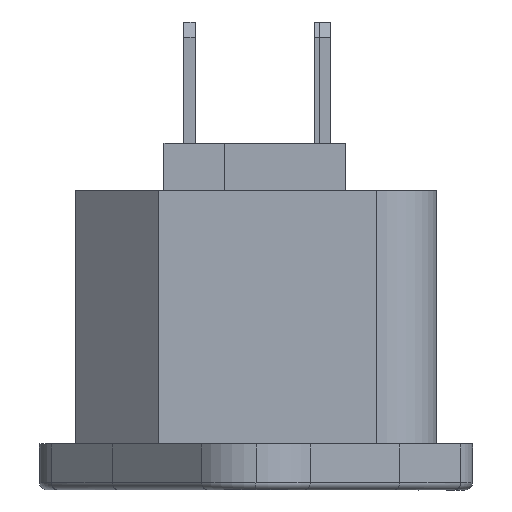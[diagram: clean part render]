
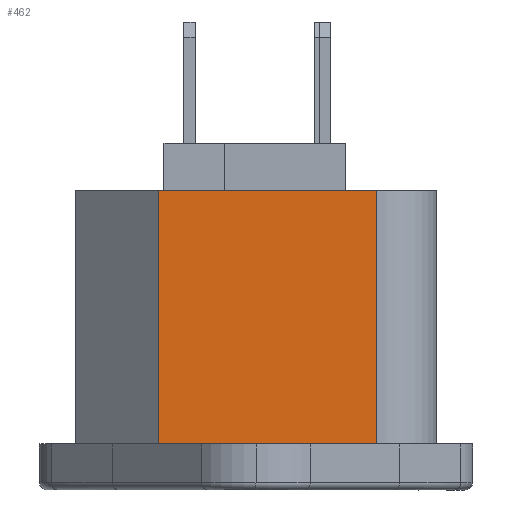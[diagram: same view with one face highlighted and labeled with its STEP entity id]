
A CAD part, left-side view. The second image highlights one B-rep face of the part: STEP entity #462.
In plain terms, the highlighted planar face has unit normal (-1, 0, 0).
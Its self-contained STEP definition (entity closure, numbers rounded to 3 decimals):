
#462 = ADVANCED_FACE ( 'NONE', ( #2304 ), #3748, .F. ) ;
#637 = EDGE_CURVE ( 'NONE', #786, #806, #2656, .T. ) ;
#786 = VERTEX_POINT ( 'NONE', #4564 ) ;
#806 = VERTEX_POINT ( 'NONE', #4584 ) ;
#871 = VERTEX_POINT ( 'NONE', #4649 ) ;
#881 = VERTEX_POINT ( 'NONE', #4659 ) ;
#1282 = VECTOR ( 'NONE', #1784, 1000. ) ;
#1283 = VECTOR ( 'NONE', #1787, 1000. ) ;
#1782 = LINE ( 'NONE', #1783, #1282 ) ;
#1783 = CARTESIAN_POINT ( 'NONE',  ( 1.65, 25.425, 3.04 ) ) ;
#1784 = DIRECTION ( 'NONE',  ( 0., -1., 0. ) ) ;
#1785 = LINE ( 'NONE', #1786, #1283 ) ;
#1786 = CARTESIAN_POINT ( 'NONE',  ( 1.65, 5.575, 19.77 ) ) ;
#1787 = DIRECTION ( 'NONE',  ( 0., 0., 1. ) ) ;
#2265 = VECTOR ( 'NONE', #5148, 1000. ) ;
#2304 = FACE_OUTER_BOUND ( 'NONE', #2883, .T. ) ;
#2333 = AXIS2_PLACEMENT_3D ( 'NONE', #3749, #3750, #3879 ) ;
#2656 = LINE ( 'NONE', #2657, #3413 ) ;
#2657 = CARTESIAN_POINT ( 'NONE',  ( 1.65, 19.925, 0.77 ) ) ;
#2658 = DIRECTION ( 'NONE',  ( 0., 0., 1. ) ) ;
#2883 = EDGE_LOOP ( 'NONE', ( #2910, #2906, #2908, #2894 ) ) ;
#2894 = ORIENTED_EDGE ( 'NONE', *, *, #637, .F. ) ;
#2906 = ORIENTED_EDGE ( 'NONE', *, *, #4243, .T. ) ;
#2908 = ORIENTED_EDGE ( 'NONE', *, *, #4312, .F. ) ;
#2910 = ORIENTED_EDGE ( 'NONE', *, *, #4242, .T. ) ;
#3413 = VECTOR ( 'NONE', #2658, 1000. ) ;
#3748 = PLANE ( 'NONE',  #2333 ) ;
#3749 = CARTESIAN_POINT ( 'NONE',  ( 1.65, 25.425, 19.77 ) ) ;
#3750 = DIRECTION ( 'NONE',  ( 1., 0., 0. ) ) ;
#3879 = DIRECTION ( 'NONE',  ( 0., 0., -1. ) ) ;
#4242 = EDGE_CURVE ( 'NONE', #786, #871, #1782, .T. ) ;
#4243 = EDGE_CURVE ( 'NONE', #871, #881, #1785, .T. ) ;
#4312 = EDGE_CURVE ( 'NONE', #806, #881, #5146, .T. ) ;
#4564 = CARTESIAN_POINT ( 'NONE',  ( 1.65, 19.925, 3.04 ) ) ;
#4584 = CARTESIAN_POINT ( 'NONE',  ( 1.65, 19.925, 19.77 ) ) ;
#4649 = CARTESIAN_POINT ( 'NONE',  ( 1.65, 5.575, 3.04 ) ) ;
#4659 = CARTESIAN_POINT ( 'NONE',  ( 1.65, 5.575, 19.77 ) ) ;
#5146 = LINE ( 'NONE', #5147, #2265 ) ;
#5147 = CARTESIAN_POINT ( 'NONE',  ( 1.65, 25.425, 19.77 ) ) ;
#5148 = DIRECTION ( 'NONE',  ( 0., -1., 0. ) ) ;
